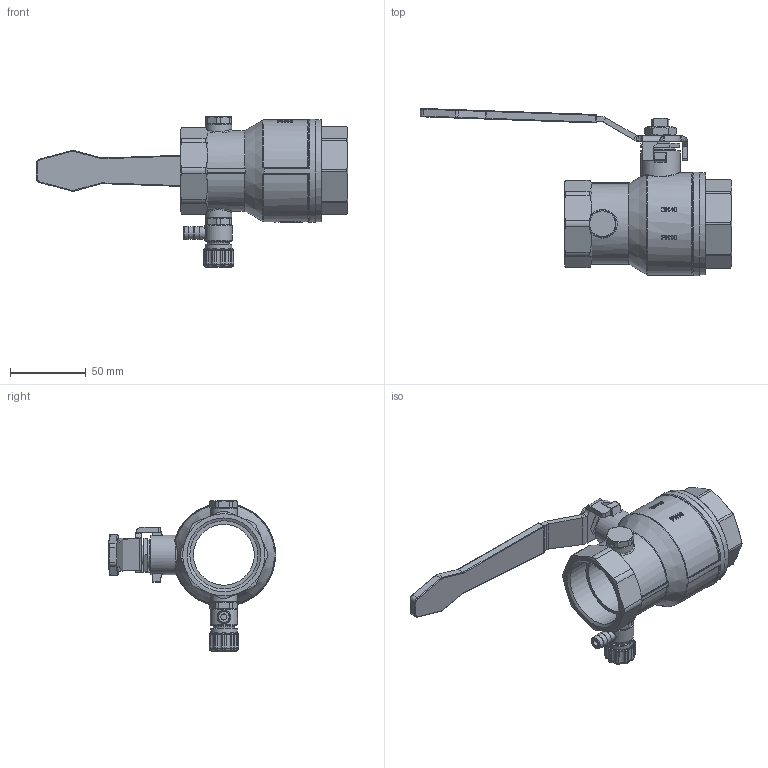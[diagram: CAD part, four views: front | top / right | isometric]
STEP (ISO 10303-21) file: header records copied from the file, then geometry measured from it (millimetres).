
FILE_DESCRIPTION (( 'STEP AP214' ), '1' );
FILE_NAME ('DVGW-112-W0E-4 Kugelhahn Entleerventil 2211.STEP', '2022-11-24T13:46:24', ( '' ), ( '' ), 'SwSTEP 2.0', 'SolidWorks 2019', '' );
FILE_SCHEMA (( 'AUTOMOTIVE_DESIGN' ));
Length unit declared in the file: millimetre
Products named in the file (1): DVGW-112-W0E-4 Kugelhahn Entleerventil 2211
Bounding box: 204.9 x 109.95 x 98.87 mm (x, y, z)
Volume: 202901 mm3; surface area: 55893.3 mm2
Topology: 1 solids, 1 shells, 953 faces, 2383 edges, 1447 vertices
Faces by surface type: plane 334, bspline 242, cylinder 205, cone 71, torus 69, sphere 32
Full cylindrical faces by diameter (mm): 4 x1, 8 x1, 11.416 x1, 12 x1, 13 x1, 13.6 x1, 14.05 x1, 14.2 x1, 14.3 x1, 17.5 x3, 18 x1, 19.053 x1, 20 x1, 26 x1, 40 x1, 44.845 x2, 67 x1, 68 x1
Entity records: 39910 total; most frequent: CARTESIAN_POINT 15038, ORIENTED_EDGE 4512, DIRECTION 3416, EDGE_CURVE 2256, VERTEX_POINT 1425, AXIS2_PLACEMENT_3D 1250, EDGE_LOOP 1075, FACE_OUTER_BOUND 984
